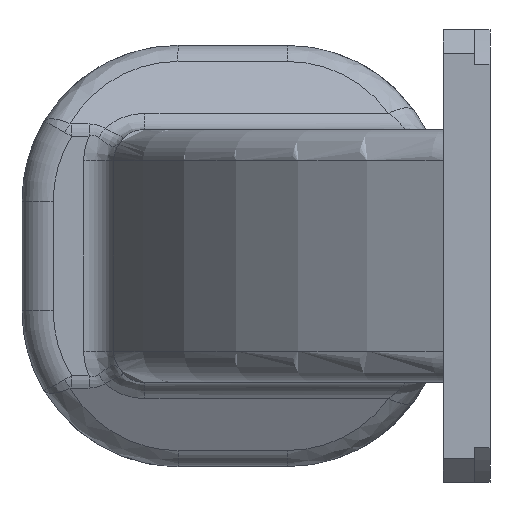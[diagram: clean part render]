
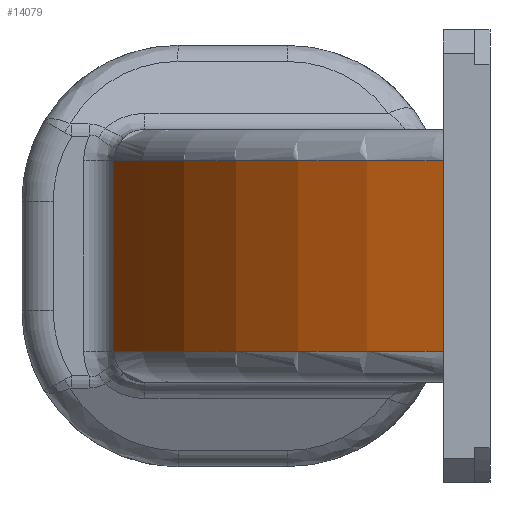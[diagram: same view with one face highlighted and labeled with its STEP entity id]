
A CAD part, left-side view. The second image highlights one B-rep face of the part: STEP entity #14079.
In plain terms, the highlighted cylindrical face has radius 34.5 mm (diameter 69 mm), a partial arc.
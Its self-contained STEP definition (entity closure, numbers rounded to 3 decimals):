
#3987=DIRECTION('',(0.,0.,1.));
#3988=VECTOR('',#3987,12.2);
#3989=CARTESIAN_POINT('',(-17.44,23.126,
-6.1));
#3990=LINE('844',#3989,#3988);
#3991=CARTESIAN_POINT('',(-7.8,-10.,6.1));
#3992=DIRECTION('',(0.,0.,1.));
#3993=DIRECTION('',(-0.279,0.96,0.));
#3994=AXIS2_PLACEMENT_3D('',#3991,#3992,#3993);
#3996=DIRECTION('',(0.,0.,1.));
#3997=VECTOR('',#3996,12.2);
#3998=CARTESIAN_POINT('',(-40.146,2.,-6.1));
#3999=LINE('841',#3998,#3997);
#4000=CARTESIAN_POINT('',(-7.8,-10.,-6.1));
#4001=DIRECTION('',(0.,0.,-1.));
#4002=DIRECTION('',(-0.938,0.348,0.));
#4003=AXIS2_PLACEMENT_3D('',#4000,#4001,#4002);
#6843=CARTESIAN_POINT('',(-40.146,2.,-6.1));
#6844=CARTESIAN_POINT('',(-40.146,2.,6.1));
#6845=VERTEX_POINT('',#6843);
#6846=VERTEX_POINT('',#6844);
#6849=CARTESIAN_POINT('',(-17.44,23.126,
-6.1));
#6850=CARTESIAN_POINT('',(-17.44,23.126,6.1));
#6851=VERTEX_POINT('',#6849);
#6852=VERTEX_POINT('',#6850);
#14067=CARTESIAN_POINT('',(-7.8,-10.,-8.1));
#14068=DIRECTION('',(0.,0.,1.));
#14069=DIRECTION('',(1.,0.,0.));
#14070=AXIS2_PLACEMENT_3D('',#14067,#14068,#14069);
#14071=CYLINDRICAL_SURFACE('294',#14070,34.5);
#14072=ORIENTED_EDGE('844',*,*,#14051,.T.);
#14073=ORIENTED_EDGE('848',*,*,#13886,.T.);
#14074=ORIENTED_EDGE('841',*,*,#8726,.F.);
#14076=ORIENTED_EDGE('846',*,*,#14075,.T.);
#14077=EDGE_LOOP('294',(#14072,#14073,#14074,#14076));
#14078=FACE_OUTER_BOUND('294',#14077,.F.);
#3995=CIRCLE('848',#3994,34.5);
#4004=CIRCLE('846',#4003,34.5);
#8726=EDGE_CURVE('841',#6845,#6846,#3999,.T.);
#13886=EDGE_CURVE('848',#6852,#6846,#3995,.T.);
#14051=EDGE_CURVE('844',#6851,#6852,#3990,.T.);
#14075=EDGE_CURVE('846',#6845,#6851,#4004,.T.);
#14079=ADVANCED_FACE('294',(#14078),#14071,.T.);
